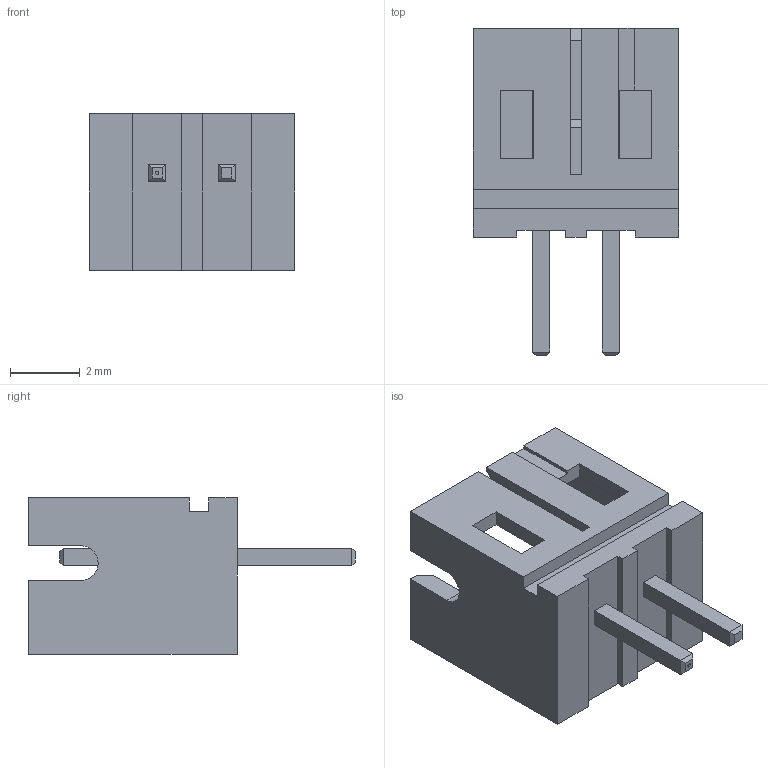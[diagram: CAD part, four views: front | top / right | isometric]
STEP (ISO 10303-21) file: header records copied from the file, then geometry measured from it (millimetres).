
FILE_DESCRIPTION (( 'STEP AP214' ), '1' );
FILE_NAME ('JST-B2B-PH-K-S.STEP', '2020-12-29T22:25:35', ( '' ), ( '' ), 'SwSTEP 2.0', 'SolidWorks 2020', '' );
FILE_SCHEMA (( 'AUTOMOTIVE_DESIGN' ));
Length unit declared in the file: millimetre
Products named in the file (1): JST-B2B-PH-K-S
Bounding box: 5.9 x 9.4 x 4.5 mm (x, y, z)
Volume: 77.6 mm3; surface area: 283 mm2
Topology: 1 solids, 1 shells, 98 faces, 254 edges, 162 vertices
Faces by surface type: plane 94, cylinder 4
Entity records: 3997 total; most frequent: CARTESIAN_POINT 515, ORIENTED_EDGE 508, DIRECTION 460, EDGE_CURVE 254, LINE 246, VECTOR 246, VERTEX_POINT 162, AXIS2_PLACEMENT_3D 107
